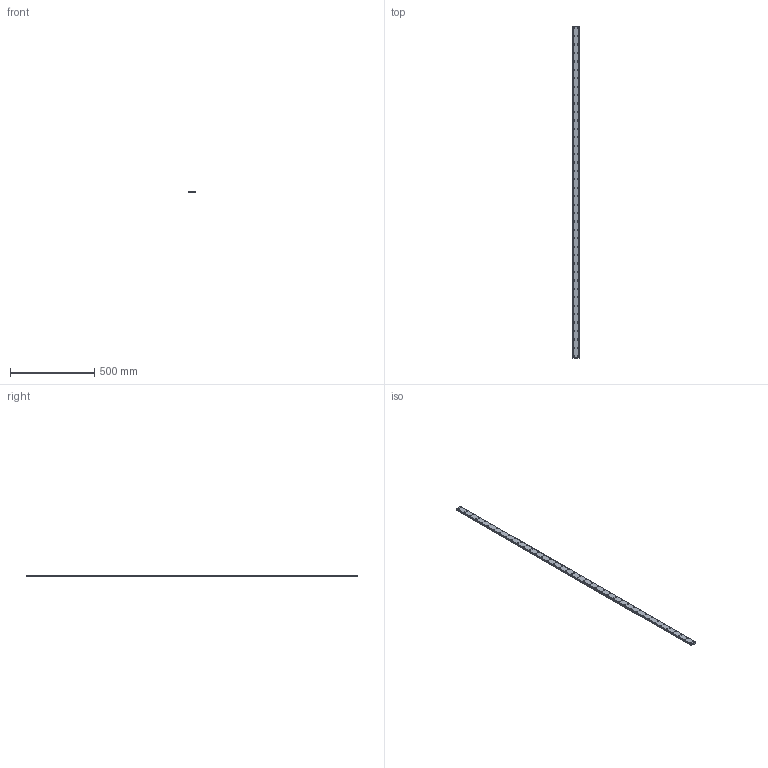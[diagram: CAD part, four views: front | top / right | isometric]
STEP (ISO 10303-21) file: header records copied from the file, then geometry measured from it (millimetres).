
FILE_DESCRIPTION(('STEP AP214'),'1');
FILE_NAME('cctmp_E3BC185A-CC4E-4334-8921-2795DF065B75_2021_03_02_15_15_24_0503..stp','2021-03-02T14:15:24',('HIWIN GmbH'),('CADClick - www.CADClick.com'),'Spatial InterOp 3D',' ','unknown authorization');
FILE_SCHEMA(('AUTOMOTIVE_DESIGN'));
Length unit declared in the file: millimetre
Products named in the file (1): WER21R1970H_FILE
Bounding box: 37 x 1970 x 11 mm (x, y, z)
Volume: 729683.9 mm3; surface area: 213715.1 mm2
Topology: 1 solids, 1 shells, 823 faces, 1731 edges, 1154 vertices
Faces by surface type: cylinder 498, plane 325
Entity records: 29109 total; most frequent: DIRECTION 4375, CARTESIAN_POINT 3709, ORIENTED_EDGE 3462, AXIS2_PLACEMENT_3D 1820, EDGE_CURVE 1731, VERTEX_POINT 1154, EDGE_LOOP 1067, CIRCLE 996
